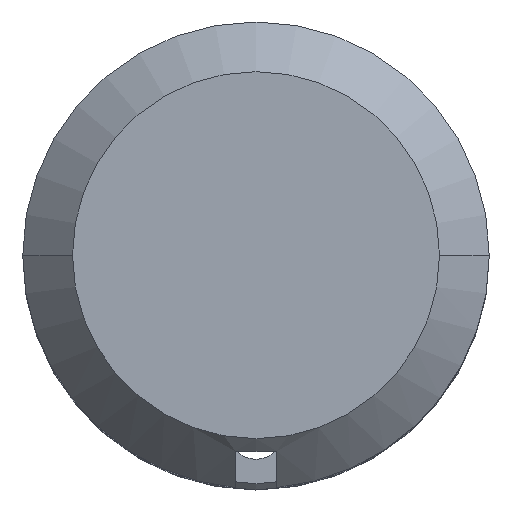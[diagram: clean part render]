
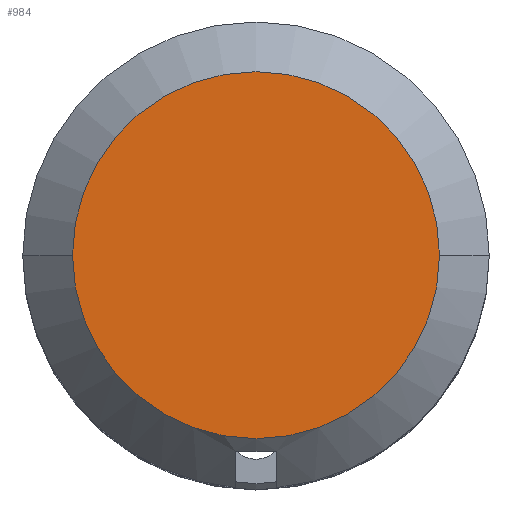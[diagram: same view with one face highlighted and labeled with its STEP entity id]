
A CAD part, top view. The second image highlights one B-rep face of the part: STEP entity #984.
In plain terms, the highlighted planar face has unit normal (0, 0, 1).
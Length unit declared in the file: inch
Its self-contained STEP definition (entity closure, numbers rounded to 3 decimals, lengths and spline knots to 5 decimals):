
#44 = DIRECTION ( 'NONE',  ( 0., 0., 1. ) ) ;
#69 = ORIENTED_EDGE ( 'NONE', *, *, #2236, .T. ) ;
#292 = AXIS2_PLACEMENT_3D ( 'NONE', #1762, #444, #694 ) ;
#444 = DIRECTION ( 'NONE',  ( 0., 0., 1. ) ) ;
#590 = FACE_OUTER_BOUND ( 'NONE', #1796, .T. ) ;
#593 = DIRECTION ( 'NONE',  ( 1., 0., 0. ) ) ;
#694 = DIRECTION ( 'NONE',  ( 1., 0., 0. ) ) ;
#850 = CARTESIAN_POINT ( 'NONE',  ( 0.375, 0., 0. ) ) ;
#984 = ADVANCED_FACE ( 'NONE', ( #590 ), #2049, .T. ) ;
#993 = DIRECTION ( 'NONE',  ( 0., 0., 1. ) ) ;
#1054 = CARTESIAN_POINT ( 'NONE',  ( -0.295, 0., 0. ) ) ;
#1068 = CIRCLE ( 'NONE', #292, 0.295 ) ;
#1220 = EDGE_CURVE ( 'NONE', #2253, #1913, #1862, .T. ) ;
#1257 = ORIENTED_EDGE ( 'NONE', *, *, #1220, .T. ) ;
#1762 = CARTESIAN_POINT ( 'NONE',  ( 0., 0., 0. ) ) ;
#1796 = EDGE_LOOP ( 'NONE', ( #69, #1257 ) ) ;
#1862 = CIRCLE ( 'NONE', #2092, 0.295 ) ;
#1913 = VERTEX_POINT ( 'NONE', #1054 ) ;
#1966 = CARTESIAN_POINT ( 'NONE',  ( 0.295, 0., 0. ) ) ;
#2049 = PLANE ( 'NONE',  #2287 ) ;
#2092 = AXIS2_PLACEMENT_3D ( 'NONE', #2176, #44, #593 ) ;
#2176 = CARTESIAN_POINT ( 'NONE',  ( 0., 0., 0. ) ) ;
#2231 = DIRECTION ( 'NONE',  ( 1., 0., 0. ) ) ;
#2236 = EDGE_CURVE ( 'NONE', #1913, #2253, #1068, .T. ) ;
#2253 = VERTEX_POINT ( 'NONE', #1966 ) ;
#2287 = AXIS2_PLACEMENT_3D ( 'NONE', #850, #993, #2231 ) ;
